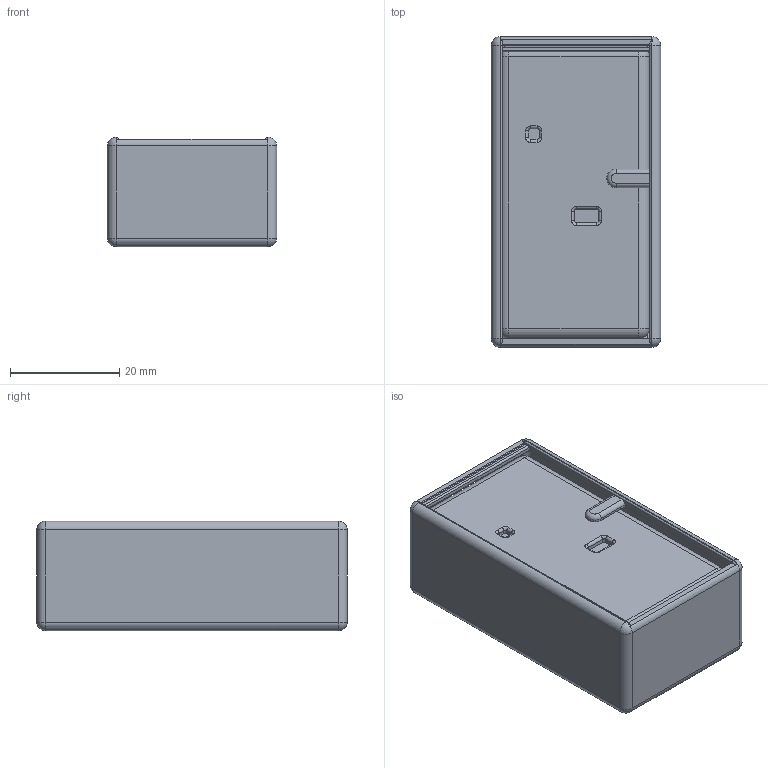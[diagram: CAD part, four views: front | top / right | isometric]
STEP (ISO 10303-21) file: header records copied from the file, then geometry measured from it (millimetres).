
FILE_DESCRIPTION(/* description */ (''),/* implementation_level */ '2;1');
FILE_NAME(/* name */ 'COMPLETE.step',/* time_stamp */ '2025-09-28T18:49:47+01:00',/* author */ (''),/* organization */ (''),/* preprocessor_version */ 'ST-DEVELOPER v20.1',/* originating_system */ 'Autodesk Translation Framework v14.10.0.0',/* authorisation */ '');
FILE_SCHEMA (('AUTOMOTIVE_DESIGN { 1 0 10303 214 3 1 1 }'));
Products named in the file (24): AZSS ToF Case; FRONT_CASE; WINDOW; BACK_CASE; SHOCK_ABSORBER; DIN 7984 - M3 x 5 Steel 4.6 Plain; v0-11 1; WSON-10-1EP_2.5x2.5mm_P0.5mm_EP1.2x2mm; v0-11 1.7.1; Crystal_SMD_3215-2Pin_3.2x1.5mm; D_SOD-882D; SOT-23; NORA-B106-00B--3DModel-STEP-510211; NORA-B106-00B_NORA-B106-00B; L_0805_2012Metric; VL53L0CXV0DH1--3DModel-STEP-418109; SHT30-DIS-B; BatteryHolder_Keystone_3034_1x20mm; azss_PCB; C_0402_1005Metric; R_0402_1005Metric; LED_0603_1608Metric; R_0603_1608Metric; C_0603_1608Metric
Assembly tree (43 placements, depth 4):
  AZSS ToF Case
    FRONT_CASE
    WINDOW  x2
    BACK_CASE
    SHOCK_ABSORBER
    DIN 7984 - M3 x 5 Steel 4.6 Plain
    v0-11 1
      R_0402_1005Metric  x5
      LED_0603_1608Metric  x3
      C_0603_1608Metric  x8
      WSON-10-1EP_2.5x2.5mm_P0.5mm_EP1.2x2mm
        v0-11 1.7.1
      Crystal_SMD_3215-2Pin_3.2x1.5mm
      C_0402_1005Metric  x3
      R_0603_1608Metric  x5
      D_SOD-882D
      SOT-23
      NORA-B106-00B--3DModel-STEP-510211
        NORA-B106-00B_NORA-B106-00B
      L_0805_2012Metric
      VL53L0CXV0DH1--3DModel-STEP-418109
      SHT30-DIS-B
      BatteryHolder_Keystone_3034_1x20mm
      azss_PCB
Bounding box: 31.06 x 56.98 x 20.1 mm (x, y, z)
Volume: 22394.7 mm3; surface area: 24067.1 mm2
Topology: 190 solids, 190 shells, 3521 faces, 8361 edges, 5354 vertices
Faces by surface type: plane 2617, cylinder 672, torus 134, bspline 65, sphere 26, cone 7
Full cylindrical faces by diameter (mm): 0.2 x2, 0.25 x1, 0.4 x2, 0.991 x3, 1 x1, 1.5 x1, 2.4 x1, 2.927 x1, 3 x1, 3.6 x1, 3.9 x1, 5.5 x1, 6 x1
Entity records: 85469 total; most frequent: CARTESIAN_POINT 15945, DIRECTION 13867, ORIENTED_EDGE 13768, EDGE_CURVE 6884, LINE 5587, VECTOR 5587, VERTEX_POINT 4390, AXIS2_PLACEMENT_3D 4140
